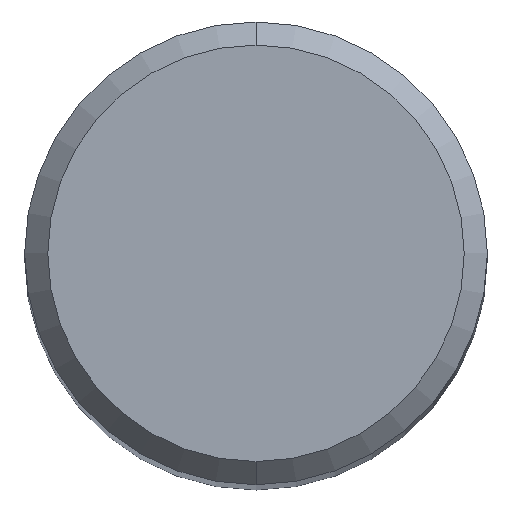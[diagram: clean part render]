
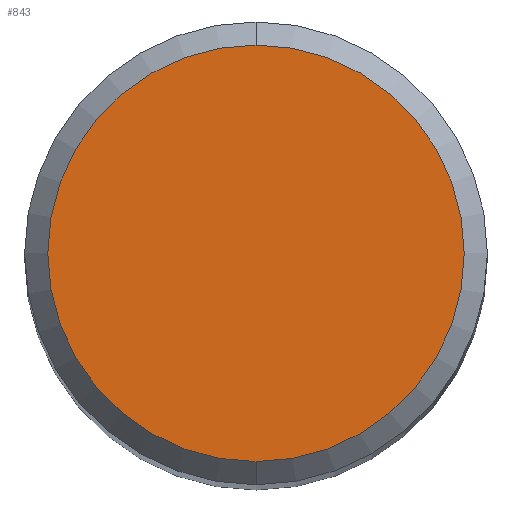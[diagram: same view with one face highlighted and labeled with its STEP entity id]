
A CAD part, top view. The second image highlights one B-rep face of the part: STEP entity #843.
In plain terms, the highlighted planar face has unit normal (0, 0, 1).
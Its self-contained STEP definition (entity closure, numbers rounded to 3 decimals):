
#445=EDGE_CURVE('',#687,#691,#1072,.T.);
#687=VERTEX_POINT('',#1333);
#691=VERTEX_POINT('',#1337);
#803=EDGE_CURVE('',#691,#687,#1457,.T.);
#843=ADVANCED_FACE('',(#1503),#1504,.T.);
#1072=CIRCLE('',#2610,3.6);
#1333=CARTESIAN_POINT('',(0.0,3.6,0.0));
#1337=CARTESIAN_POINT('',(0.,-3.6,0.0));
#1457=CIRCLE('',#4498,3.6);
#1503=FACE_OUTER_BOUND('',#4625,.T.);
#1504=PLANE('',#4626);
#2610=AXIS2_PLACEMENT_3D('',#6411,#6412,#6413);
#4498=AXIS2_PLACEMENT_3D('',#6773,#6774,#6775);
#4625=EDGE_LOOP('',(#6843,#6844));
#4626=AXIS2_PLACEMENT_3D('',#6845,#6846,#6847);
#6411=CARTESIAN_POINT('',(0.0,0.0,0.0));
#6412=DIRECTION('',(0.0,0.0,-1.0));
#6413=DIRECTION('',(0.0,1.0,0.0));
#6773=CARTESIAN_POINT('',(0.0,0.0,0.0));
#6774=DIRECTION('',(0.0,0.0,-1.0));
#6775=DIRECTION('',(0.0,1.0,0.0));
#6843=ORIENTED_EDGE('',*,*,#445,.F.);
#6844=ORIENTED_EDGE('',*,*,#803,.F.);
#6845=CARTESIAN_POINT('',(0.0,1.8,0.0));
#6846=DIRECTION('',(-0.0,0.0,1.0));
#6847=DIRECTION('',(0.0,-1.0,0.0));
